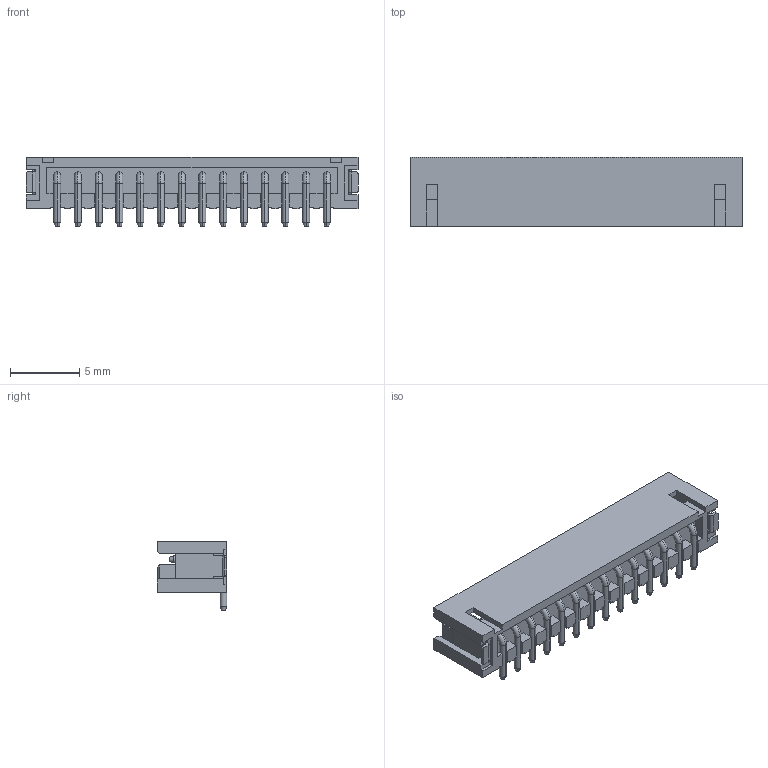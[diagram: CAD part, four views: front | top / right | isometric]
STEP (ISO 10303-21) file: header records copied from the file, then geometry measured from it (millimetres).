
FILE_DESCRIPTION (( 'STEP AP214' ), '1' );
FILE_NAME ('FWF15005-S14S24W5M-REF.STEP', '2025-04-25T01:21:41', ( '' ), ( '' ), 'SwSTEP 2.0', 'SolidWorks 2021', '' );
FILE_SCHEMA (( 'AUTOMOTIVE_DESIGN' ));
Length unit declared in the file: millimetre
Products named in the file (1): FWF15005-S14S24W5M-REF
Bounding box: 24 x 5.05 x 5 mm (x, y, z)
Volume: 208.3 mm3; surface area: 816.8 mm2
Topology: 1 solids, 1 shells, 406 faces, 1014 edges, 634 vertices
Faces by surface type: plane 250, cylinder 72, cone 56, torus 28
Entity records: 11968 total; most frequent: DIRECTION 2084, CARTESIAN_POINT 2055, ORIENTED_EDGE 2028, EDGE_CURVE 1014, LINE 758, VECTOR 758, AXIS2_PLACEMENT_3D 663, VERTEX_POINT 634
